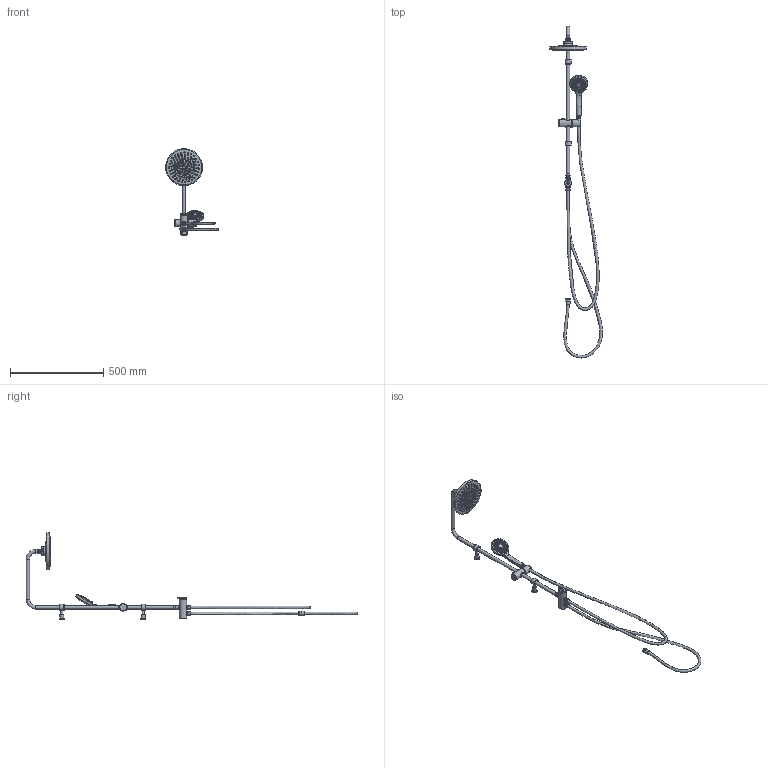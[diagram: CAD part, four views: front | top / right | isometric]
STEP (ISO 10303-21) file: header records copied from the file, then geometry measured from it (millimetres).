
FILE_DESCRIPTION (( 'STEP AP203' ), '1' );
FILE_NAME ('99HP03260.STEP', '2021-04-08T11:10:55', ( '' ), ( '' ), 'SwSTEP 2.0', 'SolidWorks 2018', '' );
FILE_SCHEMA (( 'CONFIG_CONTROL_DESIGN' ));
Length unit declared in the file: millimetre
Products named in the file (1): 99HP03260
Bounding box: 283.03 x 1775.37 x 462.83 mm (x, y, z)
Volume: 1637990.6 mm3; surface area: 473221 mm2
Topology: 31 solids, 31 shells, 1715 faces, 3810 edges, 2625 vertices
Faces by surface type: bspline 578, plane 438, cone 343, cylinder 242, torus 104, sphere 10
Full cylindrical faces by diameter (mm): 2 x9, 3.3 x4, 4 x73, 4.2 x2, 4.4 x1, 5 x4, 6.1 x2, 9 x4, 11 x2, 12 x2, 12.2 x2, 12.5 x2, 13 x2, 13.2 x1, 13.4 x2, 13.8 x1, 15 x6, 16 x4, 16.5 x1, 17.6 x3, 18 x2, 18.5 x3, 19 x4, 19.2 x6, 20 x2, 20.6 x3, 20.8 x4, 21 x1, 21.2 x4, 22 x3
Entity records: 119882 total; most frequent: CARTESIAN_POINT 90824, ORIENTED_EDGE 5608, DIRECTION 4328, EDGE_LOOP 2919, EDGE_CURVE 2804, VERTEX_POINT 2307, FACE_OUTER_BOUND 2109, AXIS2_PLACEMENT_3D 1992
